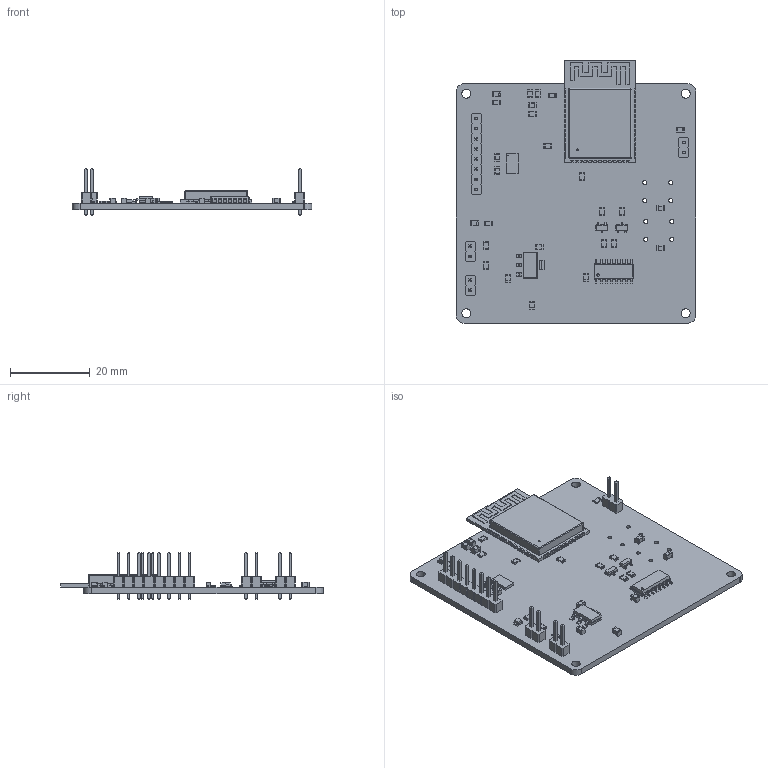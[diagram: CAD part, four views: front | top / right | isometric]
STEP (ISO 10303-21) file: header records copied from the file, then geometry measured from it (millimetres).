
FILE_DESCRIPTION(('KiCad electronic assembly'),'2;1');
FILE_NAME('Manette.step','2025-04-17T16:57:59',('Pcbnew'),('Kicad'), 'Open CASCADE STEP processor 7.8','KiCad to STEP converter','Unknown' );
FILE_SCHEMA(('AUTOMOTIVE_DESIGN { 1 0 10303 214 1 1 1 1 }'));
Length unit declared in the file: millimetre
Products named in the file (22): Manette 1; R_0805_2012Metric; C_0805_2012Metric; LED_0805_2012Metric; ESP32-S3-WROOM-1; PinHeader_1x02_P2.54mm_Vertical; PinHeader_1x02_P254mm_Vertical; SOIC-16_3.9x9.9mm_P1.27mm; SOIC_16_39x99mm_P127mm; PinHeader_1x08_P2.54mm_Vertical; PinHeader_1x08_P254mm_Vertical; SOT-23; SOT_23; LGA-14_3x5mm_P0.8mm_LayoutBorder1x6y; LGA_14_3x5mm_P08mm_LayoutBorder1x6y; SOT-223; SOT_223; Manette_PCB
Assembly tree (47 placements, depth 3):
  Manette 1
    R_0805_2012Metric  x13
      R_0805_2012Metric
    C_0805_2012Metric  x11
      C_0805_2012Metric
    LED_0805_2012Metric  x2
      LED_0805_2012Metric
    ESP32-S3-WROOM-1
      ESP32-S3-WROOM-1
    PinHeader_1x02_P2.54mm_Vertical  x3
      PinHeader_1x02_P254mm_Vertical
    SOIC-16_3.9x9.9mm_P1.27mm
      SOIC_16_39x99mm_P127mm
    PinHeader_1x08_P2.54mm_Vertical
      PinHeader_1x08_P254mm_Vertical
    SOT-23  x2
      SOT_23
    LGA-14_3x5mm_P0.8mm_LayoutBorder1x6y
      LGA_14_3x5mm_P08mm_LayoutBorder1x6y
    SOT-223
      SOT_223
    Manette_PCB
Bounding box: 60 x 65.75 x 11.54 mm (x, y, z)
Volume: 7155.9 mm3; surface area: 10989.6 mm2
Topology: 88 solids, 88 shells, 3009 faces, 7397 edges, 4638 vertices
Faces by surface type: plane 2406, cylinder 489, bspline 110, sphere 4
Full cylindrical faces by diameter (mm): 0.2 x13, 0.5 x1, 0.6 x1, 0.991 x8, 1 x14, 2.2 x4
Entity records: 77912 total; most frequent: CARTESIAN_POINT 11150, ORIENTED_EDGE 10600, DIRECTION 10030, EDGE_CURVE 5300, LINE 4714, VECTOR 4714, VERTEX_POINT 3286, AXIS2_PLACEMENT_3D 2658
